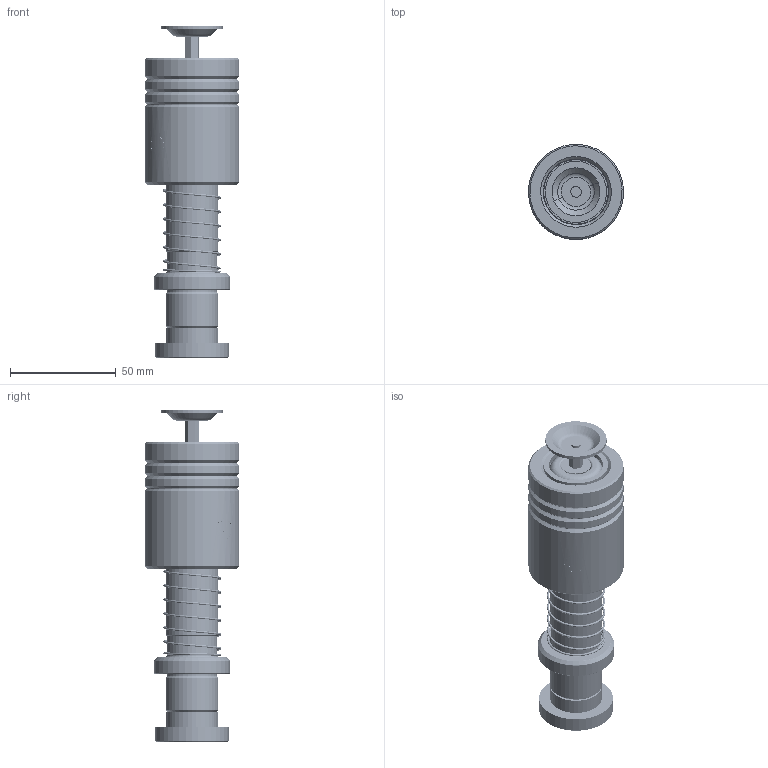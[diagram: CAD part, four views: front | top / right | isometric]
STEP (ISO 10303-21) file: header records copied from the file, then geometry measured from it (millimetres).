
FILE_DESCRIPTION (( 'STEP AP214' ), '1' );
FILE_NAME ('HMSH(HMJH)-D25-L110(BL-60).STEP', '2021-08-17T02:30:27', ( '' ), ( '' ), 'SwSTEP 2.0', 'SolidWorks 2016', '' );
FILE_SCHEMA (( 'AUTOMOTIVE_DESIGN' ));
Length unit declared in the file: millimetre
Products named in the file (265): BALL-D3; HWP-D27.5-d25.5-L40; GTM-3-縐种; DRPM-D25-L110; GTM-29郪蚾; DRPM蹟簽D25; BSH-D30.5-25.5-L60郪蚾; HMSH(HMJH)-D25-L110(BL-60); GTM-M12蹟簽; GTM-29; TBB-D45-d31-L60; BSH-30.5-25.5-L60
Assembly tree (257 placements, depth 3):
  BALL-D3
  BALL-D3
  BALL-D3
  BALL-D3
  BALL-D3
Bounding box: 44.92 x 44.92 x 157 mm (x, y, z)
Volume: 132712.5 mm3; surface area: 62218.8 mm2
Topology: 250 solids, 250 shells, 1186 faces, 4904 edges, 3252 vertices
Faces by surface type: sphere 968, cylinder 68, plane 50, cone 46, torus 32, bspline 22
Entity records: 52360 total; most frequent: CARTESIAN_POINT 29602, ORIENTED_EDGE 3974, DIRECTION 3510, EDGE_CURVE 1987, AXIS2_PLACEMENT_3D 1658, VERTEX_POINT 1296, EDGE_LOOP 1193, B_SPLINE_CURVE_WITH_KNOTS 1064
